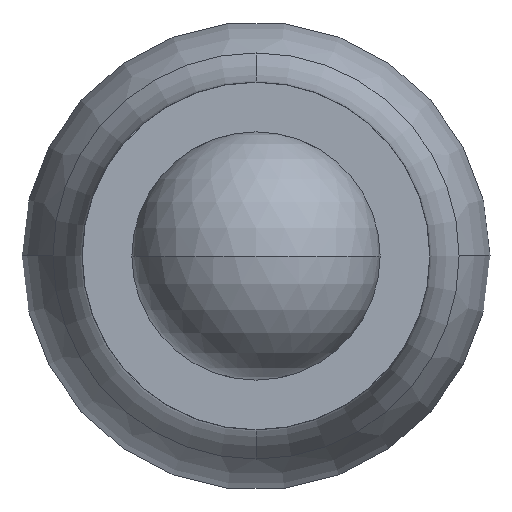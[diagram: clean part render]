
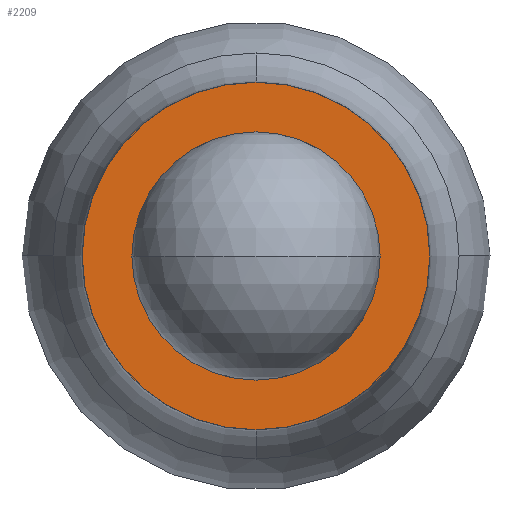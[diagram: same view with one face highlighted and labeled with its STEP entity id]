
A CAD part, front view. The second image highlights one B-rep face of the part: STEP entity #2209.
In plain terms, the highlighted planar face has unit normal (0, -1, 0).
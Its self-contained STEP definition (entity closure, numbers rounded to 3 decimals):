
#70 = CARTESIAN_POINT ( 'NONE',  ( 0., -19., -0.386 ) ) ;
#131 = FACE_BOUND ( 'NONE', #620, .T. ) ;
#179 = DIRECTION ( 'NONE',  ( 0., 1., 0. ) ) ;
#413 = DIRECTION ( 'NONE',  ( 0., 0., -1. ) ) ;
#485 = CARTESIAN_POINT ( 'NONE',  ( 0., -19., 0. ) ) ;
#513 = DIRECTION ( 'NONE',  ( 0., 0., 1. ) ) ;
#547 = AXIS2_PLACEMENT_3D ( 'NONE', #2071, #179, #413 ) ;
#581 = DIRECTION ( 'NONE',  ( 0., 1., 0. ) ) ;
#589 = EDGE_CURVE ( 'Defeature ausgef�hrt1_11+Defeature ausgef�hrt1_12+Defeature ausgef�hrt1_12+Defeature ausgef�hrt1_12', #2283, #708, #721, .T. ) ;
#620 = EDGE_LOOP ( 'NONE', ( #2672, #2623 ) ) ;
#708 = VERTEX_POINT ( 'NONE', #1509 ) ;
#721 = CIRCLE ( 'NONE', #2247, 0.275 ) ;
#753 = ORIENTED_EDGE ( 'NONE', *, *, #3024, .F. ) ;
#774 = CARTESIAN_POINT ( 'NONE',  ( 0., -19., 0.386 ) ) ;
#917 = EDGE_LOOP ( 'NONE', ( #1379, #753 ) ) ;
#983 = CIRCLE ( 'NONE', #547, 0.386 ) ;
#1011 = CIRCLE ( 'NONE', #2327, 0.275 ) ;
#1034 = DIRECTION ( 'NONE',  ( 0., 0., 1. ) ) ;
#1268 = DIRECTION ( 'NONE',  ( 0., 1., 0. ) ) ;
#1379 = ORIENTED_EDGE ( 'NONE', *, *, #1429, .F. ) ;
#1425 = DIRECTION ( 'NONE',  ( 0., 0., 1. ) ) ;
#1429 = EDGE_CURVE ( 'Defeature ausgef�hrt1_10+Defeature ausgef�hrt1_11+Defeature ausgef�hrt1_11+Defeature ausgef�hrt1_11', #2032, #2708, #1431, .T. ) ;
#1431 = CIRCLE ( 'NONE', #1702, 0.386 ) ;
#1509 = CARTESIAN_POINT ( 'NONE',  ( 0., -19., 0.275 ) ) ;
#1702 = AXIS2_PLACEMENT_3D ( 'NONE', #1757, #2723, #2713 ) ;
#1757 = CARTESIAN_POINT ( 'NONE',  ( 0., -19., 0. ) ) ;
#1839 = AXIS2_PLACEMENT_3D ( 'NONE', #2487, #581, #1034 ) ;
#1935 = CARTESIAN_POINT ( 'NONE',  ( 0., -19., 0. ) ) ;
#2032 = VERTEX_POINT ( 'NONE', #774 ) ;
#2060 = EDGE_CURVE ( 'Defeature ausgef�hrt1_11+Defeature ausgef�hrt1_12+Defeature ausgef�hrt1_12+Defeature ausgef�hrt1_12', #708, #2283, #1011, .T. ) ;
#2071 = CARTESIAN_POINT ( 'NONE',  ( 0., -19., 0. ) ) ;
#2180 = DIRECTION ( 'NONE',  ( 0., 1., 0. ) ) ;
#2209 = ADVANCED_FACE ( 'Defeature ausgef�hrt1_11', ( #131, #2853 ), #2249, .F. ) ;
#2247 = AXIS2_PLACEMENT_3D ( 'NONE', #485, #2180, #1425 ) ;
#2249 = PLANE ( 'NONE',  #1839 ) ;
#2283 = VERTEX_POINT ( 'NONE', #2299 ) ;
#2299 = CARTESIAN_POINT ( 'NONE',  ( 0., -19., -0.275 ) ) ;
#2327 = AXIS2_PLACEMENT_3D ( 'NONE', #1935, #1268, #513 ) ;
#2487 = CARTESIAN_POINT ( 'NONE',  ( 0.45, -19., 0. ) ) ;
#2623 = ORIENTED_EDGE ( 'NONE', *, *, #2060, .T. ) ;
#2672 = ORIENTED_EDGE ( 'NONE', *, *, #589, .T. ) ;
#2708 = VERTEX_POINT ( 'NONE', #70 ) ;
#2713 = DIRECTION ( 'NONE',  ( 0., 0., -1. ) ) ;
#2723 = DIRECTION ( 'NONE',  ( 0., 1., 0. ) ) ;
#2853 = FACE_OUTER_BOUND ( 'NONE', #917, .T. ) ;
#3024 = EDGE_CURVE ( 'Defeature ausgef�hrt1_10+Defeature ausgef�hrt1_11+Defeature ausgef�hrt1_11+Defeature ausgef�hrt1_11', #2708, #2032, #983, .T. ) ;
